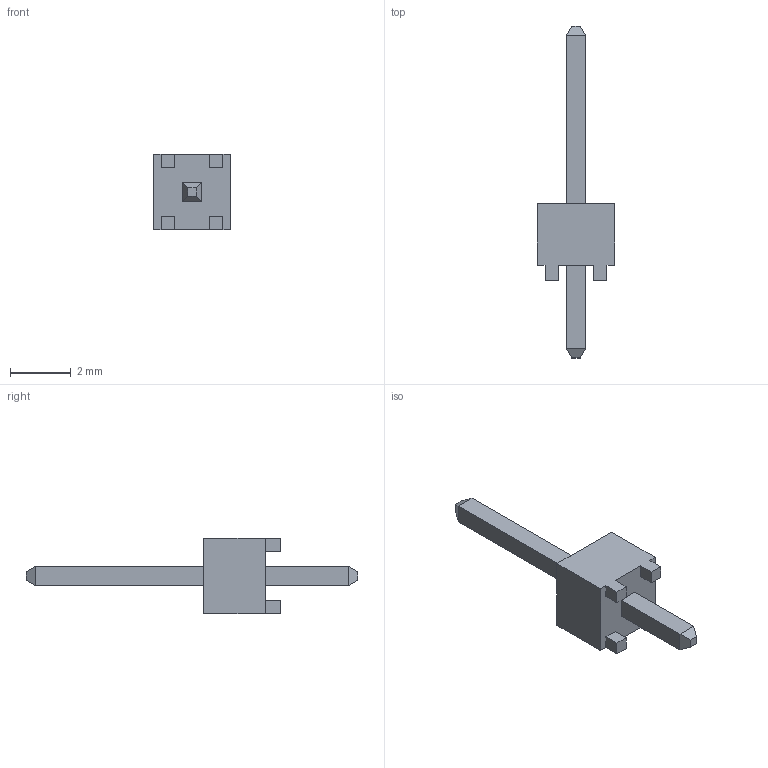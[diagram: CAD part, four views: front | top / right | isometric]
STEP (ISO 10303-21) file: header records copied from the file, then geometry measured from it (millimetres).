
FILE_DESCRIPTION(/* description */ ('STEP AP214'),/* implementation_level */ '2;1');
FILE_NAME(/* name */ 'HTSW-101-07-H-S',/* time_stamp */ '2023-04-19T15:45:11+02:00',/* author */ ('License CC BY-ND 4.0'),/* organization */ ('CADENAS'),/* preprocessor_version */ 'ST-DEVELOPER v19.3',/* originating_system */ 'PARTsolutions',/* authorisation */ ' ');
FILE_SCHEMA (('AUTOMOTIVE_DESIGN {1 0 10303 214 3 1 1}'));
Length unit declared in the file: inch
Products named in the file (3): HTSW-101-07-H-S; T-1S6-07-HTSW-1--07-1-S; HTSW-101-07-H-S_body
Assembly tree (2 placements, depth 2):
  HTSW-101-07-H-S
    T-1S6-07-HTSW-1--07-1-S
    HTSW-101-07-H-S_body
Bounding box: 2.54 x 10.92 x 2.49 mm (x, y, z)
Volume: 16.7 mm3; surface area: 69.4 mm2
Topology: 2 solids, 2 shells, 50 faces, 124 edges, 80 vertices
Faces by surface type: plane 50
Entity records: 1526 total; most frequent: CARTESIAN_POINT 257, ORIENTED_EDGE 248, DIRECTION 230, EDGE_CURVE 124, LINE 124, VECTOR 124, VERTEX_POINT 80, EDGE_LOOP 54
